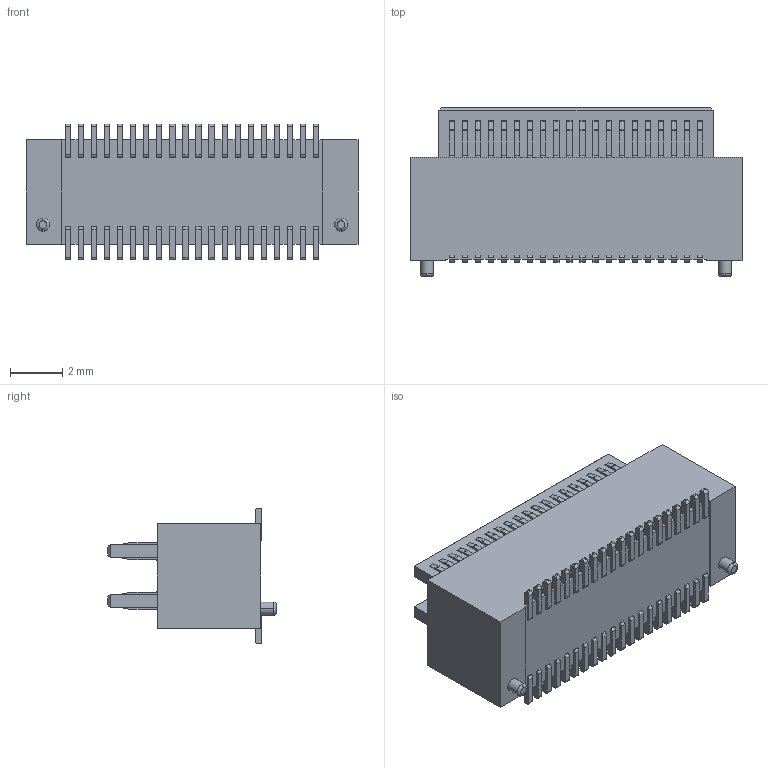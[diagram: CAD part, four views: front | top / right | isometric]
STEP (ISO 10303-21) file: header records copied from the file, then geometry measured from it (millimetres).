
FILE_DESCRIPTION(('CoCreate Modeling STEP Export'),'2;1');
FILE_NAME('BT0519H-40XXX.stp','2021-11-01T11:02:12',(''),(''),'CoCreate Modeling STEP processor for AP214 (Solid Model)','CoCreate Modeling 16.00 13-May-2008 (C) Parametric Technology GmbH','');
FILE_SCHEMA(('AUTOMOTIVE_DESIGN { 1 0 10303 214 1 1 1 1 }'));
Length unit declared in the file: millimetre
Products named in the file (3): BT0519H-40XXX; BT0519H-40
Assembly tree (2 placements, depth 2):
  BT0519H-40XXX
    BT0519H-40
    BT0519H-40XXX
Bounding box: 12.7 x 6.45 x 5.2 mm (x, y, z)
Volume: 221.9 mm3; surface area: 356.9 mm2
Topology: 1 solids, 1 shells, 958 faces, 3492 edges, 3116 vertices
Faces by surface type: plane 550, cylinder 404, torus 4
Entity records: 35677 total; most frequent: CARTESIAN_POINT 7180, DIRECTION 5881, ORIENTED_EDGE 5828, EDGE_CURVE 2914, VECTOR 2503, LINE 2503, VERTEX_POINT 1962, AXIS2_PLACEMENT_3D 1689
